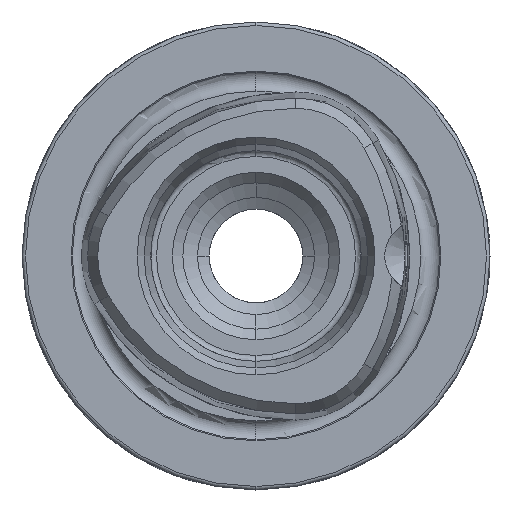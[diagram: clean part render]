
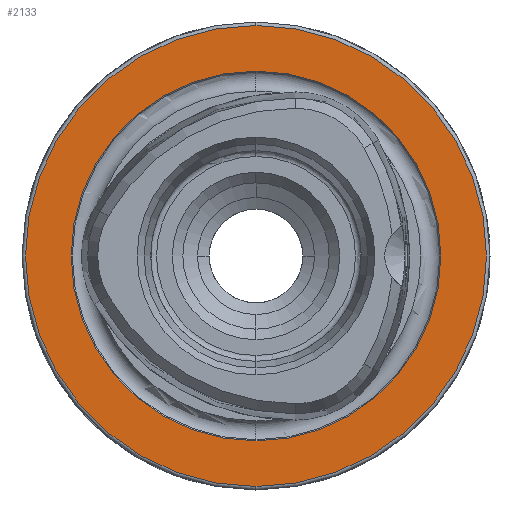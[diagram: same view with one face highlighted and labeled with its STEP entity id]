
A CAD part, left-side view. The second image highlights one B-rep face of the part: STEP entity #2133.
In plain terms, the highlighted planar face has unit normal (-1, 0, 0).
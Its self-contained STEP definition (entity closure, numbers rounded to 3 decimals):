
#1305 = ORIENTED_EDGE ( 'NONE', *, *, #6773, .F. ) ;
#1306 = ORIENTED_EDGE ( 'NONE', *, *, #3311, .F. ) ;
#1307 = ORIENTED_EDGE ( 'NONE', *, *, #3315, .T. ) ;
#1308 = ORIENTED_EDGE ( 'NONE', *, *, #6774, .T. ) ;
#1688 = CARTESIAN_POINT ( 'NONE',  ( 0., 0., 0. ) ) ;
#1689 = DIRECTION ( 'NONE',  ( -1., 0., 0. ) ) ;
#1690 = DIRECTION ( 'NONE',  ( 0., 0., 1. ) ) ;
#1691 = CARTESIAN_POINT ( 'NONE',  ( 0., 0., 0. ) ) ;
#1692 = DIRECTION ( 'NONE',  ( -1., 0., 0. ) ) ;
#1693 = DIRECTION ( 'NONE',  ( 0., 0., 1. ) ) ;
#2133 = ADVANCED_FACE ( 'NONE', ( #4406, #4405 ), #3824, .F. ) ;
#2943 = EDGE_LOOP ( 'NONE', ( #1307, #1308 ) ) ;
#2964 = EDGE_LOOP ( 'NONE', ( #1305, #1306 ) ) ;
#2990 = VERTEX_POINT ( 'NONE', #4080 ) ;
#2991 = VERTEX_POINT ( 'NONE', #4081 ) ;
#2993 = VERTEX_POINT ( 'NONE', #4083 ) ;
#2994 = VERTEX_POINT ( 'NONE', #4084 ) ;
#3311 = EDGE_CURVE ( 'NONE', #2990, #2991, #4701, .T. ) ;
#3315 = EDGE_CURVE ( 'NONE', #2993, #2994, #4708, .T. ) ;
#3407 = CARTESIAN_POINT ( 'NONE',  ( 0., 0., 0. ) ) ;
#3408 = DIRECTION ( 'NONE',  ( -1., 0., 0. ) ) ;
#3409 = DIRECTION ( 'NONE',  ( 0., 0., 1. ) ) ;
#3417 = CARTESIAN_POINT ( 'NONE',  ( 0., 0., 0. ) ) ;
#3418 = DIRECTION ( 'NONE',  ( -1., 0., 0. ) ) ;
#3419 = DIRECTION ( 'NONE',  ( 0., 0., 1. ) ) ;
#3821 = CARTESIAN_POINT ( 'NONE',  ( 0., 15.8, 0. ) ) ;
#3824 = PLANE ( 'NONE',  #5560 ) ;
#3826 = DIRECTION ( 'NONE',  ( 1., 0., 0. ) ) ;
#3827 = DIRECTION ( 'NONE',  ( 0., 0., -1. ) ) ;
#4080 = CARTESIAN_POINT ( 'NONE',  ( 0., 0., -15.8 ) ) ;
#4081 = CARTESIAN_POINT ( 'NONE',  ( 0., 0., 15.8 ) ) ;
#4083 = CARTESIAN_POINT ( 'NONE',  ( 0., 0., 19.7 ) ) ;
#4084 = CARTESIAN_POINT ( 'NONE',  ( 0., 0., -19.7 ) ) ;
#4405 = FACE_OUTER_BOUND ( 'NONE', #2943, .T. ) ;
#4406 = FACE_BOUND ( 'NONE', #2964, .T. ) ;
#4701 = CIRCLE ( 'NONE', #5605, 15.8 ) ;
#4708 = CIRCLE ( 'NONE', #5608, 19.7 ) ;
#4863 = CIRCLE ( 'NONE', #5662, 19.7 ) ;
#4864 = CIRCLE ( 'NONE', #5661, 15.8 ) ;
#5560 = AXIS2_PLACEMENT_3D ( 'NONE', #3821, #3826, #3827 ) ;
#5605 = AXIS2_PLACEMENT_3D ( 'NONE', #3407, #3408, #3409 ) ;
#5608 = AXIS2_PLACEMENT_3D ( 'NONE', #3417, #3418, #3419 ) ;
#5661 = AXIS2_PLACEMENT_3D ( 'NONE', #1688, #1689, #1690 ) ;
#5662 = AXIS2_PLACEMENT_3D ( 'NONE', #1691, #1692, #1693 ) ;
#6773 = EDGE_CURVE ( 'NONE', #2991, #2990, #4864, .T. ) ;
#6774 = EDGE_CURVE ( 'NONE', #2994, #2993, #4863, .T. ) ;
